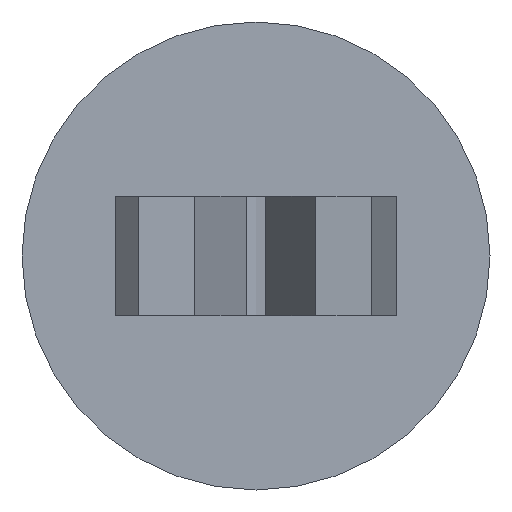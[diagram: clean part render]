
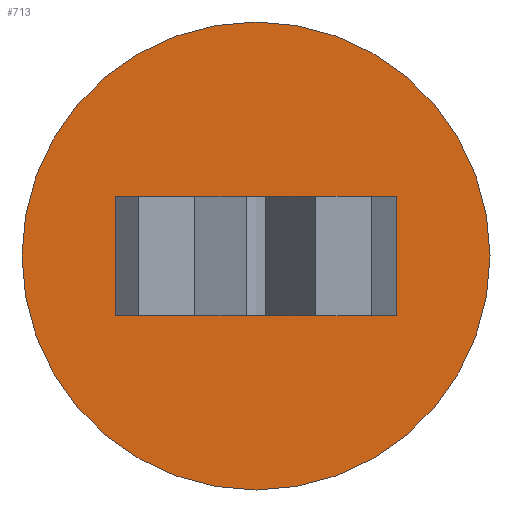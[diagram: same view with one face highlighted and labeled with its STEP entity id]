
A CAD part, front view. The second image highlights one B-rep face of the part: STEP entity #713.
In plain terms, the highlighted planar face has unit normal (0, -1, 0).
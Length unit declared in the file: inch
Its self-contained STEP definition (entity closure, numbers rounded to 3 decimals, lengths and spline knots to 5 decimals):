
#7 = CARTESIAN_POINT ( 'NONE',  ( -0.00258, 0., 0.016 ) ) ;
#8 = DIRECTION ( 'NONE',  ( 1., 0., 0. ) ) ;
#9 = VECTOR ( 'NONE', #8, 39.37008 ) ;
#10 = CARTESIAN_POINT ( 'NONE',  ( 0.018, 0., 0.016 ) ) ;
#11 = LINE ( 'NONE', #10, #9 ) ;
#12 = CARTESIAN_POINT ( 'NONE',  ( 0.00258, 0., 0.016 ) ) ;
#75 = CARTESIAN_POINT ( 'NONE',  ( 0., 0., 0. ) ) ;
#76 = CIRCLE ( 'NONE', #103, 0.0625 ) ;
#90 = CARTESIAN_POINT ( 'NONE',  ( 0., 0., 0.0625 ) ) ;
#100 = CARTESIAN_POINT ( 'NONE',  ( 0., 0., -0.0625 ) ) ;
#101 = DIRECTION ( 'NONE',  ( 0., 0., 1. ) ) ;
#102 = DIRECTION ( 'NONE',  ( 0., 1., 0. ) ) ;
#103 = AXIS2_PLACEMENT_3D ( 'NONE', #75, #102, #101 ) ;
#325 = CARTESIAN_POINT ( 'NONE',  ( 0.018, 0., -0.016 ) ) ;
#333 = DIRECTION ( 'NONE',  ( 0., 0., -1. ) ) ;
#334 = VECTOR ( 'NONE', #333, 39.37008 ) ;
#335 = CARTESIAN_POINT ( 'NONE',  ( 0.018, 0., 0.016 ) ) ;
#336 = LINE ( 'NONE', #335, #334 ) ;
#337 = CARTESIAN_POINT ( 'NONE',  ( -0.00258, 0., -0.016 ) ) ;
#344 = CARTESIAN_POINT ( 'NONE',  ( 0.00258, 0., -0.016 ) ) ;
#345 = DIRECTION ( 'NONE',  ( -1., 0., 0. ) ) ;
#346 = VECTOR ( 'NONE', #345, 39.37008 ) ;
#347 = CARTESIAN_POINT ( 'NONE',  ( 0.018, 0., -0.016 ) ) ;
#348 = LINE ( 'NONE', #347, #346 ) ;
#392 = CARTESIAN_POINT ( 'NONE',  ( 0.01751, 0., 0.016 ) ) ;
#393 = CARTESIAN_POINT ( 'NONE',  ( 0.018, 0., 0.016 ) ) ;
#394 = DIRECTION ( 'NONE',  ( 1., 0., 0. ) ) ;
#395 = VECTOR ( 'NONE', #394, 39.37008 ) ;
#396 = CARTESIAN_POINT ( 'NONE',  ( 0.018, 0., 0.016 ) ) ;
#397 = LINE ( 'NONE', #396, #395 ) ;
#683 = ORIENTED_EDGE ( 'NONE', *, *, #684, .F. ) ;
#684 = EDGE_CURVE ( 'NONE', #817, #732, #1279, .T. ) ;
#685 = ORIENTED_EDGE ( 'NONE', *, *, #816, .T. ) ;
#690 = ORIENTED_EDGE ( 'NONE', *, *, #691, .F. ) ;
#691 = EDGE_CURVE ( 'NONE', #788, #814, #1264, .T. ) ;
#692 = ORIENTED_EDGE ( 'NONE', *, *, #783, .T. ) ;
#693 = ORIENTED_EDGE ( 'NONE', *, *, #766, .T. ) ;
#694 = ORIENTED_EDGE ( 'NONE', *, *, #695, .T. ) ;
#695 = EDGE_CURVE ( 'NONE', #739, #696, #1260, .T. ) ;
#696 = VERTEX_POINT ( 'NONE', #1256 ) ;
#697 = ORIENTED_EDGE ( 'NONE', *, *, #698, .T. ) ;
#698 = EDGE_CURVE ( 'NONE', #696, #731, #1254, .T. ) ;
#713 = ADVANCED_FACE ( 'NONE', ( #1541, #1540 ), #1492, .F. ) ;
#714 = EDGE_LOOP ( 'NONE', ( #715, #740 ) ) ;
#715 = ORIENTED_EDGE ( 'NONE', *, *, #716, .F. ) ;
#716 = EDGE_CURVE ( 'NONE', #853, #850, #1487, .T. ) ;
#728 = EDGE_CURVE ( 'NONE', #773, #744, #1465, .T. ) ;
#729 = ORIENTED_EDGE ( 'NONE', *, *, #730, .T. ) ;
#730 = EDGE_CURVE ( 'NONE', #731, #732, #1461, .T. ) ;
#731 = VERTEX_POINT ( 'NONE', #1457 ) ;
#732 = VERTEX_POINT ( 'NONE', #1456 ) ;
#733 = ORIENTED_EDGE ( 'NONE', *, *, #728, .T. ) ;
#734 = ORIENTED_EDGE ( 'NONE', *, *, #735, .F. ) ;
#735 = EDGE_CURVE ( 'NONE', #761, #744, #1455, .T. ) ;
#736 = ORIENTED_EDGE ( 'NONE', *, *, #760, .T. ) ;
#737 = ORIENTED_EDGE ( 'NONE', *, *, #738, .F. ) ;
#738 = EDGE_CURVE ( 'NONE', #739, #765, #1451, .T. ) ;
#739 = VERTEX_POINT ( 'NONE', #1447 ) ;
#740 = ORIENTED_EDGE ( 'NONE', *, *, #852, .F. ) ;
#741 = EDGE_LOOP ( 'NONE', ( #729, #683, #685, #690, #692, #693, #733, #734, #736, #737, #694, #697 ) ) ;
#744 = VERTEX_POINT ( 'NONE', #1422 ) ;
#760 = EDGE_CURVE ( 'NONE', #761, #765, #348, .T. ) ;
#761 = VERTEX_POINT ( 'NONE', #344 ) ;
#765 = VERTEX_POINT ( 'NONE', #337 ) ;
#766 = EDGE_CURVE ( 'NONE', #786, #773, #336, .T. ) ;
#773 = VERTEX_POINT ( 'NONE', #325 ) ;
#783 = EDGE_CURVE ( 'NONE', #788, #786, #397, .T. ) ;
#786 = VERTEX_POINT ( 'NONE', #393 ) ;
#788 = VERTEX_POINT ( 'NONE', #392 ) ;
#814 = VERTEX_POINT ( 'NONE', #12 ) ;
#816 = EDGE_CURVE ( 'NONE', #817, #814, #11, .T. ) ;
#817 = VERTEX_POINT ( 'NONE', #7 ) ;
#850 = VERTEX_POINT ( 'NONE', #90 ) ;
#852 = EDGE_CURVE ( 'NONE', #850, #853, #76, .T. ) ;
#853 = VERTEX_POINT ( 'NONE', #100 ) ;
#1251 = DIRECTION ( 'NONE',  ( 0., 0., 1. ) ) ;
#1252 = VECTOR ( 'NONE', #1251, 39.37008 ) ;
#1253 = CARTESIAN_POINT ( 'NONE',  ( -0.018, 0., 0.016 ) ) ;
#1254 = LINE ( 'NONE', #1253, #1252 ) ;
#1256 = CARTESIAN_POINT ( 'NONE',  ( -0.018, 0., -0.016 ) ) ;
#1257 = DIRECTION ( 'NONE',  ( -1., 0., 0. ) ) ;
#1258 = VECTOR ( 'NONE', #1257, 39.37008 ) ;
#1259 = CARTESIAN_POINT ( 'NONE',  ( 0.018, 0., -0.016 ) ) ;
#1260 = LINE ( 'NONE', #1259, #1258 ) ;
#1261 = DIRECTION ( 'NONE',  ( -1., 0., 0. ) ) ;
#1262 = VECTOR ( 'NONE', #1261, 39.37008 ) ;
#1263 = CARTESIAN_POINT ( 'NONE',  ( 0., 0., 0.016 ) ) ;
#1264 = LINE ( 'NONE', #1263, #1262 ) ;
#1276 = DIRECTION ( 'NONE',  ( -1., 0., 0. ) ) ;
#1277 = VECTOR ( 'NONE', #1276, 39.37008 ) ;
#1278 = CARTESIAN_POINT ( 'NONE',  ( 0., 0., 0.016 ) ) ;
#1279 = LINE ( 'NONE', #1278, #1277 ) ;
#1422 = CARTESIAN_POINT ( 'NONE',  ( 0.01751, 0., -0.016 ) ) ;
#1447 = CARTESIAN_POINT ( 'NONE',  ( -0.01751, 0., -0.016 ) ) ;
#1448 = DIRECTION ( 'NONE',  ( 1., 0., 0. ) ) ;
#1449 = VECTOR ( 'NONE', #1448, 39.37008 ) ;
#1450 = CARTESIAN_POINT ( 'NONE',  ( 0., 0., -0.016 ) ) ;
#1451 = LINE ( 'NONE', #1450, #1449 ) ;
#1452 = DIRECTION ( 'NONE',  ( 1., 0., 0. ) ) ;
#1453 = VECTOR ( 'NONE', #1452, 39.37008 ) ;
#1454 = CARTESIAN_POINT ( 'NONE',  ( 0., 0., -0.016 ) ) ;
#1455 = LINE ( 'NONE', #1454, #1453 ) ;
#1456 = CARTESIAN_POINT ( 'NONE',  ( -0.01751, 0., 0.016 ) ) ;
#1457 = CARTESIAN_POINT ( 'NONE',  ( -0.018, 0., 0.016 ) ) ;
#1458 = DIRECTION ( 'NONE',  ( 1., 0., 0. ) ) ;
#1459 = VECTOR ( 'NONE', #1458, 39.37008 ) ;
#1460 = CARTESIAN_POINT ( 'NONE',  ( 0.018, 0., 0.016 ) ) ;
#1461 = LINE ( 'NONE', #1460, #1459 ) ;
#1462 = DIRECTION ( 'NONE',  ( -1., 0., 0. ) ) ;
#1463 = VECTOR ( 'NONE', #1462, 39.37008 ) ;
#1464 = CARTESIAN_POINT ( 'NONE',  ( 0.018, 0., -0.016 ) ) ;
#1465 = LINE ( 'NONE', #1464, #1463 ) ;
#1483 = DIRECTION ( 'NONE',  ( 0., 0., 1. ) ) ;
#1484 = DIRECTION ( 'NONE',  ( 0., 1., 0. ) ) ;
#1485 = CARTESIAN_POINT ( 'NONE',  ( 0., 0., 0. ) ) ;
#1486 = AXIS2_PLACEMENT_3D ( 'NONE', #1485, #1484, #1483 ) ;
#1487 = CIRCLE ( 'NONE', #1486, 0.0625 ) ;
#1488 = DIRECTION ( 'NONE',  ( 0., 0., 1. ) ) ;
#1489 = DIRECTION ( 'NONE',  ( 0., 1., 0. ) ) ;
#1490 = CARTESIAN_POINT ( 'NONE',  ( 0., 0., 0. ) ) ;
#1491 = AXIS2_PLACEMENT_3D ( 'NONE', #1490, #1489, #1488 ) ;
#1492 = PLANE ( 'NONE',  #1491 ) ;
#1540 = FACE_BOUND ( 'NONE', #741, .T. ) ;
#1541 = FACE_OUTER_BOUND ( 'NONE', #714, .T. ) ;
